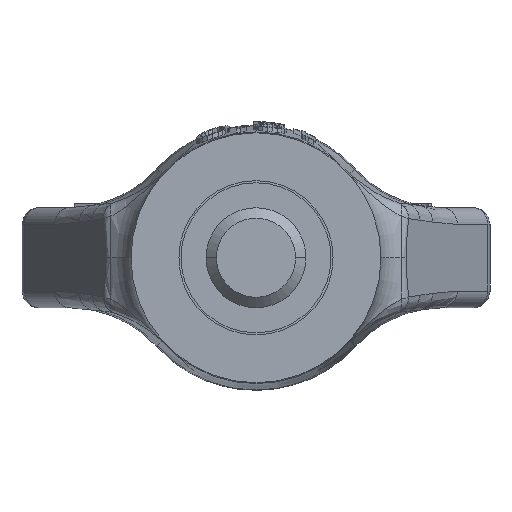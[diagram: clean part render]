
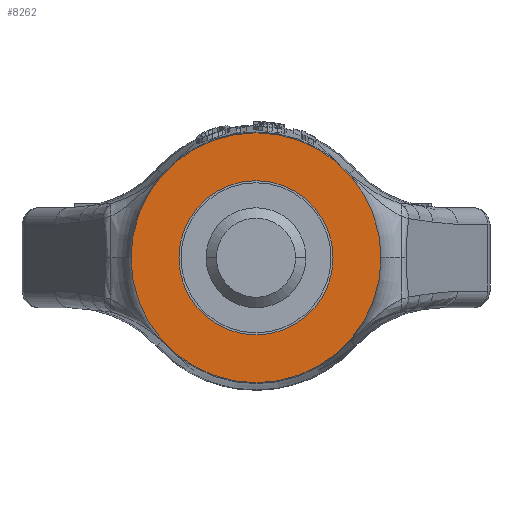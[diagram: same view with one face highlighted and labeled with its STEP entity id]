
A CAD part, front view. The second image highlights one B-rep face of the part: STEP entity #8262.
In plain terms, the highlighted planar face has unit normal (0, -1, 0).
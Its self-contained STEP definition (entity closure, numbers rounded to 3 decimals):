
#280=CARTESIAN_POINT('',(0.,-27.5,0.));
#281=DIRECTION('',(0.,1.,0.));
#282=DIRECTION('',(-1.,0.,0.));
#283=AXIS2_PLACEMENT_3D('',#280,#281,#282);
#285=CARTESIAN_POINT('',(0.,-27.5,0.));
#286=DIRECTION('',(0.,-1.,0.));
#287=DIRECTION('',(-1.,0.,0.));
#288=AXIS2_PLACEMENT_3D('',#285,#286,#287);
#290=CARTESIAN_POINT('',(0.,-27.5,0.));
#291=DIRECTION('',(0.,-1.,0.));
#292=DIRECTION('',(-1.,0.,0.));
#293=AXIS2_PLACEMENT_3D('',#290,#291,#292);
#295=CARTESIAN_POINT('',(0.,-27.5,0.));
#296=DIRECTION('',(0.,-1.,0.));
#297=DIRECTION('',(1.,0.,0.));
#298=AXIS2_PLACEMENT_3D('',#295,#296,#297);
#6448=CARTESIAN_POINT('',(-9.25,-27.5,0.));
#6449=CARTESIAN_POINT('',(9.25,-27.5,0.));
#6450=VERTEX_POINT('',#6448);
#6451=VERTEX_POINT('',#6449);
#7953=CARTESIAN_POINT('',(15.,-27.5,0.));
#7955=VERTEX_POINT('',#7953);
#7957=CARTESIAN_POINT('',(-15.,-27.5,0.));
#7959=VERTEX_POINT('',#7957);
#8247=CARTESIAN_POINT('',(-15.427,-27.5,0.));
#8248=DIRECTION('',(0.,-1.,0.));
#8249=DIRECTION('',(1.,0.,0.));
#8250=AXIS2_PLACEMENT_3D('',#8247,#8248,#8249);
#8251=PLANE('',#8250);
#8252=ORIENTED_EDGE('',*,*,#8232,.T.);
#8253=ORIENTED_EDGE('',*,*,#8221,.F.);
#8254=EDGE_LOOP('',(#8252,#8253));
#8255=FACE_OUTER_BOUND('',#8254,.F.);
#8257=ORIENTED_EDGE('',*,*,#8256,.T.);
#8259=ORIENTED_EDGE('',*,*,#8258,.T.);
#8260=EDGE_LOOP('',(#8257,#8259));
#8261=FACE_BOUND('',#8260,.F.);
#8262=ADVANCED_FACE('',(#8255,#8261),#8251,.T.);
#284=CIRCLE('',#283,15.);
#289=CIRCLE('',#288,15.);
#294=CIRCLE('',#293,9.25);
#299=CIRCLE('',#298,9.25);
#8221=EDGE_CURVE('',#7959,#7955,#289,.T.);
#8232=EDGE_CURVE('',#7959,#7955,#284,.T.);
#8256=EDGE_CURVE('',#6450,#6451,#294,.T.);
#8258=EDGE_CURVE('',#6451,#6450,#299,.T.);
